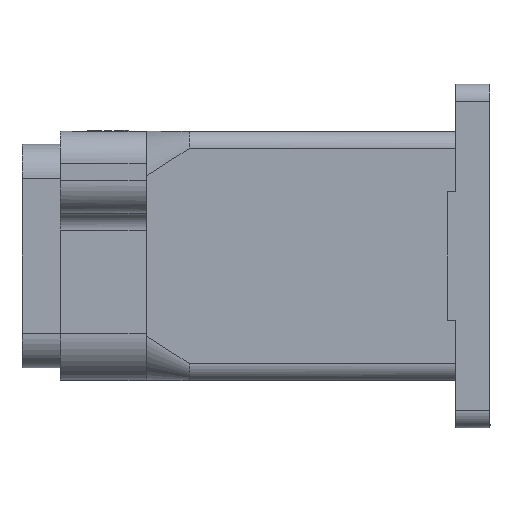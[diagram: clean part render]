
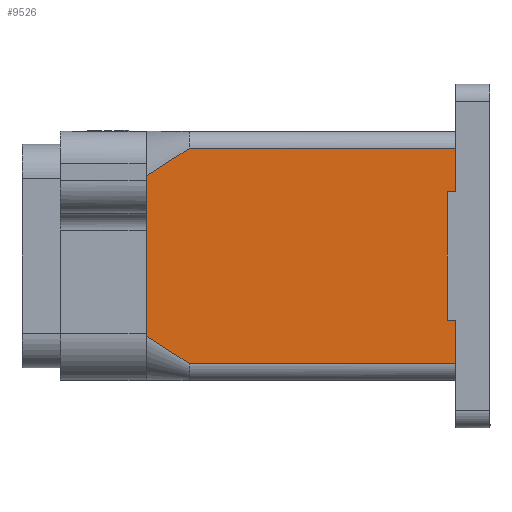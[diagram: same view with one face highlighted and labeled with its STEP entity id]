
A CAD part, left-side view. The second image highlights one B-rep face of the part: STEP entity #9526.
In plain terms, the highlighted free-form (B-spline) face has degree [1, 1] with [2, 2] control points.
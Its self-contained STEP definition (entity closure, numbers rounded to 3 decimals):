
#2948=CARTESIAN_POINT('V148',(-48.1,
   -28.9,25.));
#2949=VERTEX_POINT('V148',#2948);
#2963=CARTESIAN_POINT('V85',(-48.1,-90.9,
   25.));
#2964=VERTEX_POINT('V85',#2963);
#2965=CARTESIAN_POINT('E203',(-48.1,
   -28.9,25.));
#2966=CARTESIAN_POINT('E203',(-48.1,
   -90.9,25.));
#2967=QUASI_UNIFORM_CURVE('E203',1,(#2965,#2966),.POLYLINE_FORM.,.F.,
   .U.);
#2968=EDGE_CURVE('E203',#2949,#2964,#2967,.T.);
#9091=CARTESIAN_POINT('V84',(-48.1,-90.9,
   15.));
#9092=VERTEX_POINT('V84',#9091);
#9093=CARTESIAN_POINT('E93',(-48.1,-90.9,
   25.));
#9094=CARTESIAN_POINT('E93',(-48.1,-90.9,
   15.));
#9095=B_SPLINE_CURVE_WITH_KNOTS('E93',1,(#9093,#9094),
   .POLYLINE_FORM.,.F.,.U.,(2,2),(0.0,0.2),
   .UNSPECIFIED.);
#9096=EDGE_CURVE('E93',#2964,#9092,#9095,.T.);
#9130=CARTESIAN_POINT('V133',(-48.1,
   -88.9,15.));
#9131=VERTEX_POINT('V133',#9130);
#9132=CARTESIAN_POINT('E182',(-48.1,
   -90.9,15.));
#9133=CARTESIAN_POINT('E182',(-48.1,
   -88.9,15.));
#9134=B_SPLINE_CURVE_WITH_KNOTS('E182',1,(#9132,#9133),
   .POLYLINE_FORM.,.F.,.U.,(2,2),(0.0,0.667),
   .UNSPECIFIED.);
#9135=EDGE_CURVE('E182',#9092,#9131,#9134,.T.);
#9150=CARTESIAN_POINT('V131',(-48.1,
   -88.9,-15.));
#9151=VERTEX_POINT('V131',#9150);
#9152=CARTESIAN_POINT('V98',(-48.1,-90.9,
   -15.));
#9153=VERTEX_POINT('V98',#9152);
#9154=CARTESIAN_POINT('E181',(-48.1,
   -88.9,-15.));
#9155=CARTESIAN_POINT('E181',(-48.1,
   -90.9,-15.));
#9156=B_SPLINE_CURVE_WITH_KNOTS('E181',1,(#9154,#9155),
   .POLYLINE_FORM.,.F.,.U.,(2,2),(0.333,1.0),
   .UNSPECIFIED.);
#9157=EDGE_CURVE('E181',#9151,#9153,#9156,.T.);
#9192=CARTESIAN_POINT('E176',(-48.1,
   -88.9,15.));
#9193=CARTESIAN_POINT('E176',(-48.1,
   -88.9,-15.));
#9194=QUASI_UNIFORM_CURVE('E176',1,(#9192,#9193),.POLYLINE_FORM.,.F.,
   .U.);
#9195=EDGE_CURVE('E176',#9131,#9151,#9194,.T.);
#9309=CARTESIAN_POINT('V97',(-48.1,-90.9,
   -25.));
#9310=VERTEX_POINT('V97',#9309);
#9311=CARTESIAN_POINT('E106',(-48.1,
   -90.9,-15.));
#9312=CARTESIAN_POINT('E106',(-48.1,
   -90.9,-25.));
#9313=B_SPLINE_CURVE_WITH_KNOTS('E106',1,(#9311,#9312),
   .POLYLINE_FORM.,.F.,.U.,(2,2),(0.8,1.0),
   .UNSPECIFIED.);
#9314=EDGE_CURVE('E106',#9153,#9310,#9313,.T.);
#9360=CARTESIAN_POINT('V140',(-48.1,
   -18.9,-18.636));
#9361=VERTEX_POINT('V140',#9360);
#9375=CARTESIAN_POINT('V299',(-48.1,
   -18.9,6.889));
#9376=VERTEX_POINT('V299',#9375);
#9377=CARTESIAN_POINT('E437',(-48.1,
   -18.9,-18.636));
#9378=CARTESIAN_POINT('E437',(-48.1,
   -18.9,6.889));
#9379=B_SPLINE_CURVE_WITH_KNOTS('E437',1,(#9377,#9378),
   .POLYLINE_FORM.,.F.,.U.,(2,2),(0.179,
   0.619),.UNSPECIFIED.);
#9380=EDGE_CURVE('E437',#9361,#9376,#9379,.T.);
#9441=CARTESIAN_POINT('V141',(-48.1,
   -28.9,-25.));
#9442=VERTEX_POINT('V141',#9441);
#9456=CARTESIAN_POINT('E188',(-48.1,
   -28.9,-25.));
#9457=CARTESIAN_POINT('E188',(-48.1,
   -18.9,-18.636));
#9458=B_SPLINE_CURVE_WITH_KNOTS('E188',1,(#9456,#9457),
   .POLYLINE_FORM.,.F.,.U.,(2,2),(0.0,0.909),
   .UNSPECIFIED.);
#9459=EDGE_CURVE('E188',#9442,#9361,#9458,.T.);
#9483=CARTESIAN_POINT('E206',(-48.1,
   -90.9,-25.));
#9484=CARTESIAN_POINT('E206',(-48.1,
   -28.9,-25.));
#9485=QUASI_UNIFORM_CURVE('E206',1,(#9483,#9484),.POLYLINE_FORM.,.F.,
   .U.);
#9486=EDGE_CURVE('E206',#9310,#9442,#9485,.T.);
#9498=CARTESIAN_POINT('F151',(-48.1,
   -91.9,-29.762));
#9499=CARTESIAN_POINT('F151',(-48.1,
   -17.67,-29.762));
#9500=CARTESIAN_POINT('F151',(-48.1,
   -91.9,30.2));
#9501=CARTESIAN_POINT('F151',(-48.1,
   -17.67,30.2));
#9502=B_SPLINE_SURFACE_WITH_KNOTS('F151',1,1,((#9498,#9500),(
   #9499,#9501)),.PLANE_SURF.,.F.,.F.,.U.,(2,2),(2,2),(
   0.138,1.376),(0.0,1.0),.UNSPECIFIED.);
#9503=ORIENTED_EDGE('E106',*,*,#9314,.F.);
#9504=ORIENTED_EDGE('E181',*,*,#9157,.F.);
#9505=ORIENTED_EDGE('E176',*,*,#9195,.F.);
#9506=ORIENTED_EDGE('E182',*,*,#9135,.F.);
#9507=ORIENTED_EDGE('E93',*,*,#9096,.F.);
#9508=ORIENTED_EDGE('E203',*,*,#2968,.F.);
#9509=CARTESIAN_POINT('V297',(-48.1,
   -18.9,18.636));
#9510=VERTEX_POINT('V297',#9509);
#9511=CARTESIAN_POINT('E436',(-48.1,
   -18.9,18.636));
#9512=CARTESIAN_POINT('E436',(-48.1,
   -28.9,25.));
#9513=B_SPLINE_CURVE_WITH_KNOTS('E436',1,(#9511,#9512),
   .POLYLINE_FORM.,.F.,.U.,(2,2),(0.091,1.0),
   .UNSPECIFIED.);
#9514=EDGE_CURVE('E436',#9510,#2949,#9513,.T.);
#9515=ORIENTED_EDGE('E436',*,*,#9514,.F.);
#9516=CARTESIAN_POINT('E438',(-48.1,
   -18.9,6.889));
#9517=CARTESIAN_POINT('E438',(-48.1,
   -18.9,18.636));
#9518=B_SPLINE_CURVE_WITH_KNOTS('E438',1,(#9516,#9517),
   .POLYLINE_FORM.,.F.,.U.,(2,2),(0.619,
   0.821),.UNSPECIFIED.);
#9519=EDGE_CURVE('E438',#9376,#9510,#9518,.T.);
#9520=ORIENTED_EDGE('E438',*,*,#9519,.F.);
#9521=ORIENTED_EDGE('E437',*,*,#9380,.F.);
#9522=ORIENTED_EDGE('E188',*,*,#9459,.F.);
#9523=ORIENTED_EDGE('E206',*,*,#9486,.F.);
#9524=EDGE_LOOP('F151',(#9503,#9504,#9505,#9506,#9507,#9508,#9515,
   #9520,#9521,#9522,#9523));
#9525=FACE_OUTER_BOUND('F151',#9524,.T.);
#9526=ADVANCED_FACE('F151',(#9525),#9502,.F.);
